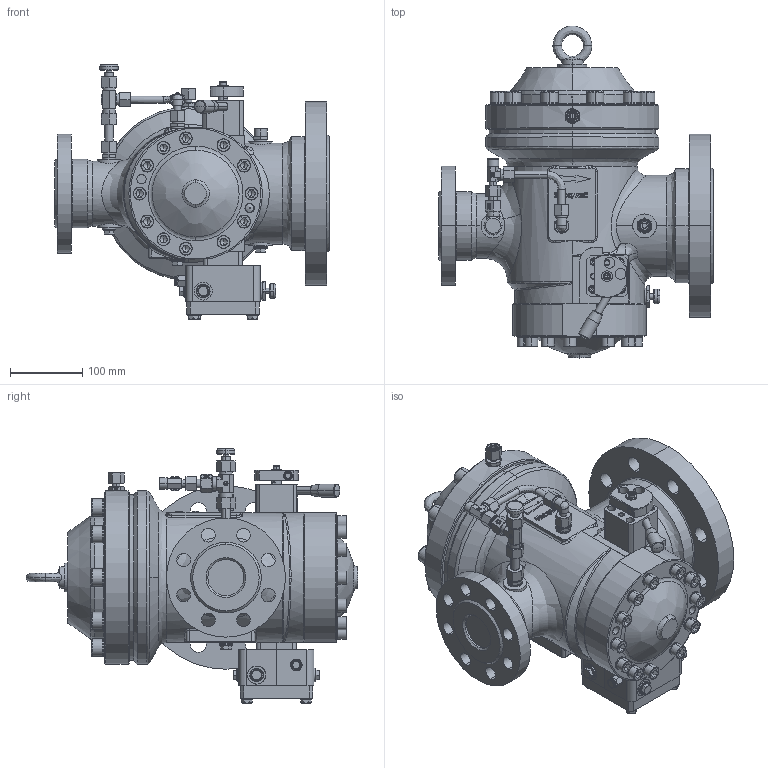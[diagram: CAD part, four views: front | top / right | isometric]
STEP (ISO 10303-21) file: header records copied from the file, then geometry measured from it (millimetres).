
FILE_DESCRIPTION (( 'STEP AP214' ), '1' );
FILE_NAME ('HON 503a_DN 50-100.STEP', '2017-03-02T12:20:44', ( '' ), ( '' ), 'SwSTEP 2.0', 'SolidWorks 2015', '' );
FILE_SCHEMA (( 'AUTOMOTIVE_DESIGN' ));
Length unit declared in the file: millimetre
Products named in the file (1): HON 503a_DN 50-100
Bounding box: 380 x 460 x 352.3 mm (x, y, z)
Volume: 15647768.8 mm3; surface area: 745454.2 mm2
Topology: 14 solids, 14 shells, 2935 faces, 7063 edges, 4350 vertices
Faces by surface type: plane 1302, cylinder 805, cone 573, bspline 247, torus 6, sphere 2
Entity records: 141651 total; most frequent: CARTESIAN_POINT 43882, ORIENTED_EDGE 13952, DIRECTION 13866, EDGE_CURVE 6976, AXIS2_PLACEMENT_3D 5273, VERTEX_POINT 4350, LINE 3320, VECTOR 3320
